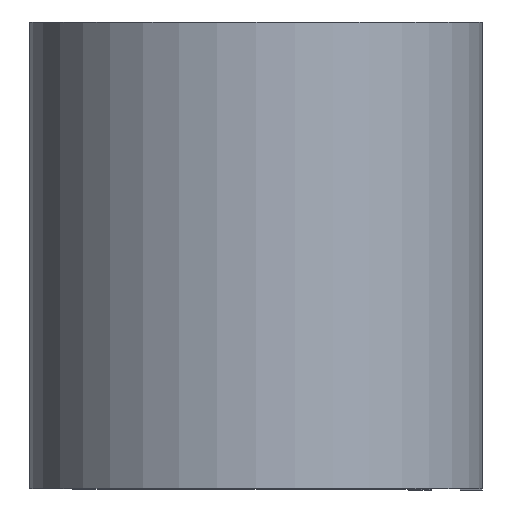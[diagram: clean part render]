
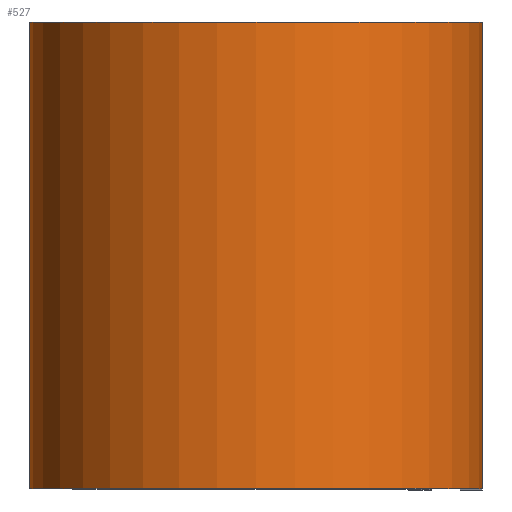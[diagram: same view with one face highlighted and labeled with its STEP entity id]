
A CAD part, top view. The second image highlights one B-rep face of the part: STEP entity #527.
In plain terms, the highlighted cylindrical face has radius 12.332 mm (diameter 24.663 mm), a partial arc.
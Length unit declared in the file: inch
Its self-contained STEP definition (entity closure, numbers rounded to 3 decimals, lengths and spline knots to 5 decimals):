
#14 = DIRECTION ( 'NONE',  ( 0., 1., 0. ) ) ;
#20 = VERTEX_POINT ( 'NONE', #242 ) ;
#21 = CARTESIAN_POINT ( 'NONE',  ( 0., -0.5, 0. ) ) ;
#130 = VECTOR ( 'NONE', #355, 39.37008 ) ;
#132 = LINE ( 'NONE', #379, #130 ) ;
#137 = AXIS2_PLACEMENT_3D ( 'NONE', #495, #674, #718 ) ;
#143 = EDGE_CURVE ( 'NONE', #230, #691, #172, .T. ) ;
#145 = ORIENTED_EDGE ( 'NONE', *, *, #209, .T. ) ;
#150 = ORIENTED_EDGE ( 'NONE', *, *, #621, .F. ) ;
#172 = CIRCLE ( 'NONE', #244, 0.4855 ) ;
#191 = EDGE_CURVE ( 'NONE', #20, #671, #217, .T. ) ;
#209 = EDGE_CURVE ( 'NONE', #20, #230, #132, .T. ) ;
#217 = CIRCLE ( 'NONE', #314, 0.4855 ) ;
#230 = VERTEX_POINT ( 'NONE', #471 ) ;
#242 = CARTESIAN_POINT ( 'NONE',  ( 0., 0.5, -0.4855 ) ) ;
#243 = EDGE_LOOP ( 'NONE', ( #533, #150, #461, #145 ) ) ;
#244 = AXIS2_PLACEMENT_3D ( 'NONE', #21, #14, #560 ) ;
#297 = CARTESIAN_POINT ( 'NONE',  ( 0., 0.5, 0. ) ) ;
#302 = DIRECTION ( 'NONE',  ( 0., 1., 0. ) ) ;
#306 = DIRECTION ( 'NONE',  ( 1., 0., 0. ) ) ;
#314 = AXIS2_PLACEMENT_3D ( 'NONE', #297, #302, #306 ) ;
#355 = DIRECTION ( 'NONE',  ( 0., -1., 0. ) ) ;
#363 = CARTESIAN_POINT ( 'NONE',  ( 0.4855, 0.5, 0. ) ) ;
#379 = CARTESIAN_POINT ( 'NONE',  ( 0., 0.5, -0.4855 ) ) ;
#419 = DIRECTION ( 'NONE',  ( 0., -1., 0. ) ) ;
#460 = CARTESIAN_POINT ( 'NONE',  ( 0.4855, -0.5, 0. ) ) ;
#461 = ORIENTED_EDGE ( 'NONE', *, *, #191, .F. ) ;
#464 = CARTESIAN_POINT ( 'NONE',  ( 0.4855, 0.5, 0. ) ) ;
#471 = CARTESIAN_POINT ( 'NONE',  ( 0., -0.5, -0.4855 ) ) ;
#495 = CARTESIAN_POINT ( 'NONE',  ( 0., 0.5, 0. ) ) ;
#527 = ADVANCED_FACE ( 'NONE', ( #631 ), #626, .T. ) ;
#533 = ORIENTED_EDGE ( 'NONE', *, *, #143, .T. ) ;
#560 = DIRECTION ( 'NONE',  ( 1., 0., 0. ) ) ;
#566 = LINE ( 'NONE', #464, #736 ) ;
#621 = EDGE_CURVE ( 'NONE', #671, #691, #566, .T. ) ;
#626 = CYLINDRICAL_SURFACE ( 'NONE', #137, 0.4855 ) ;
#631 = FACE_OUTER_BOUND ( 'NONE', #243, .T. ) ;
#671 = VERTEX_POINT ( 'NONE', #363 ) ;
#674 = DIRECTION ( 'NONE',  ( 0., -1., 0. ) ) ;
#691 = VERTEX_POINT ( 'NONE', #460 ) ;
#718 = DIRECTION ( 'NONE',  ( 0., 0., -1. ) ) ;
#736 = VECTOR ( 'NONE', #419, 39.37008 ) ;
